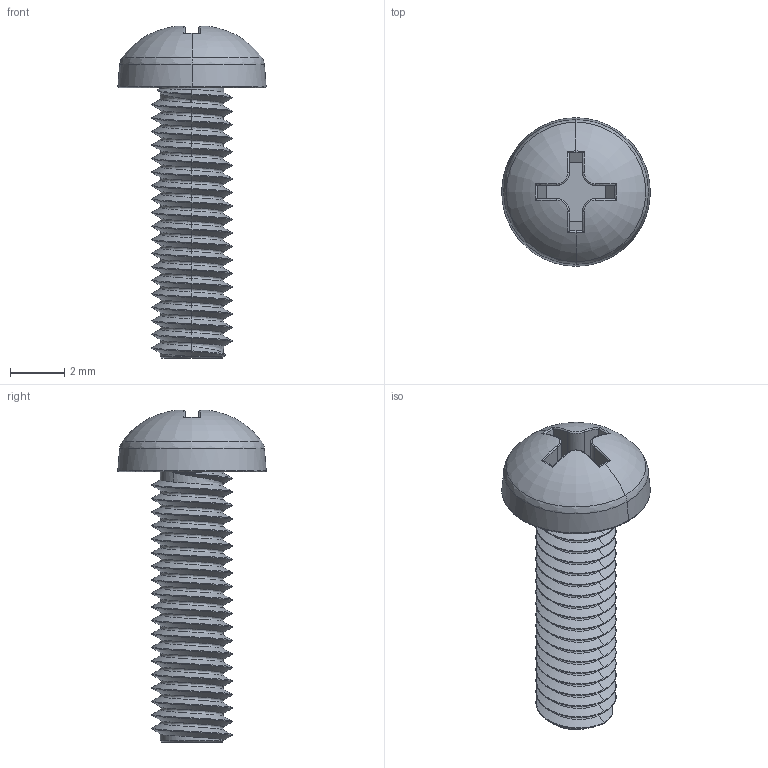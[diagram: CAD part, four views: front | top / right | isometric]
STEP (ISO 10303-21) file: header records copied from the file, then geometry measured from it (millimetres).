
FILE_DESCRIPTION(/* description */ (''),/* implementation_level */ '2;1');
FILE_NAME(/* name */ 'Screw_M3X10.stp',/* time_stamp */ '2014-10-07T06:57:38+09:00',/* author */ (''),/* organization */ (''),/* preprocessor_version */ 'ST-DEVELOPER v15.6',/* originating_system */ 'Autodesk Inventor 2015',/* authorisation */ '');
FILE_SCHEMA (('CONFIG_CONTROL_DESIGN'));
Length unit declared in the file: millimetre
Products named in the file (1): M3X10_01-Bace-M3X5_08_Shell
Bounding box: 5.48 x 5.49 x 12.28 mm (x, y, z)
Volume: 86.5 mm3; surface area: 228.6 mm2
Topology: 1 solids, 1 shells, 136 faces, 310 edges, 177 vertices
Faces by surface type: bspline 127, plane 5, cylinder 4
Entity records: 11438 total; most frequent: CARTESIAN_POINT 9026, ORIENTED_EDGE 620, EDGE_CURVE 310, DIRECTION 229, VERTEX_POINT 177, EDGE_LOOP 137, FACE_OUTER_BOUND 136, ADVANCED_FACE 136
